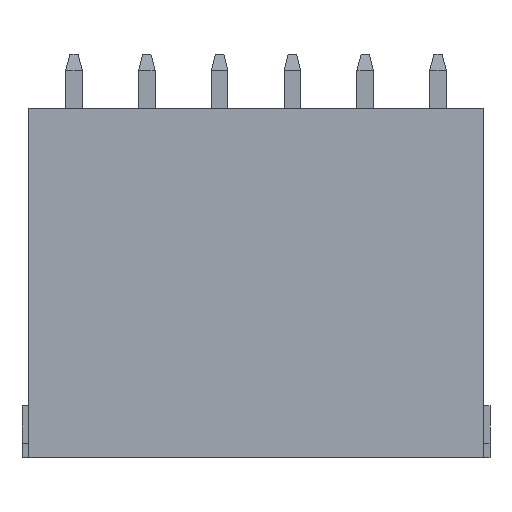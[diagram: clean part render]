
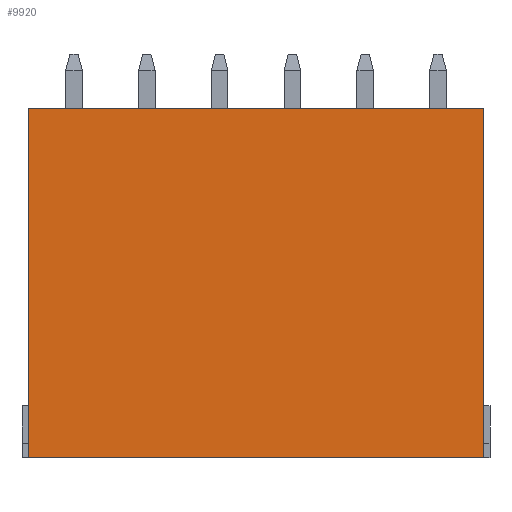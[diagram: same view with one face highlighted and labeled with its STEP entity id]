
A CAD part, front view. The second image highlights one B-rep face of the part: STEP entity #9920.
In plain terms, the highlighted free-form (B-spline) face has degree [1, 1] with [2, 2] control points.
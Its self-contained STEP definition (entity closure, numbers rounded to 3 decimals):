
#6097=CARTESIAN_POINT('',(19.7,-20.5,0.));
#6098=VERTEX_POINT('',#6097);
#6104=CARTESIAN_POINT('',(-2.2,-20.5,0.));
#6105=VERTEX_POINT('',#6104);
#6106=CARTESIAN_POINT('',(19.7,-20.5,0.));
#6107=CARTESIAN_POINT('',(-2.2,-20.5,0.));
#6108=B_SPLINE_CURVE_WITH_KNOTS('',1,(#6106,#6107),.POLYLINE_FORM.,.F.,.U.,(2,2),(0.,1.),.UNSPECIFIED.);
#6109=EDGE_CURVE('',#6098,#6105,#6108,.T.);
#9650=CARTESIAN_POINT('',(19.7,-20.5,16.8));
#9651=VERTEX_POINT('',#9650);
#9657=CARTESIAN_POINT('',(19.7,-20.5,16.8));
#9658=CARTESIAN_POINT('',(19.7,-20.5,0.));
#9659=B_SPLINE_CURVE_WITH_KNOTS('',1,(#9657,#9658),.POLYLINE_FORM.,.F.,.U.,(2,2),(0.,1.),.UNSPECIFIED.);
#9660=EDGE_CURVE('',#9651,#6098,#9659,.T.);
#9899=CARTESIAN_POINT('',(-5.051,-20.5,22.201));
#9900=CARTESIAN_POINT('',(22.551,-20.5,22.201));
#9901=CARTESIAN_POINT('',(-5.051,-20.5,-5.401));
#9902=CARTESIAN_POINT('',(22.551,-20.5,-5.401));
#9903=B_SPLINE_SURFACE_WITH_KNOTS('',1,1,((#9899,#9900),(#9901,#9902)),.PLANE_SURF.,.F.,.F.,.U.,(2,2),(2,2),(0.,1.),(0.,1.),.UNSPECIFIED.);
#9904=CARTESIAN_POINT('',(-2.2,-20.5,16.8));
#9905=VERTEX_POINT('',#9904);
#9906=CARTESIAN_POINT('',(-2.2,-20.5,16.8));
#9907=CARTESIAN_POINT('',(-2.2,-20.5,0.));
#9908=B_SPLINE_CURVE_WITH_KNOTS('',1,(#9906,#9907),.POLYLINE_FORM.,.F.,.U.,(2,2),(0.,1.),.UNSPECIFIED.);
#9909=EDGE_CURVE('',#9905,#6105,#9908,.T.);
#9910=ORIENTED_EDGE('',*,*,#9909,.T.);
#9911=ORIENTED_EDGE('',*,*,#6109,.F.);
#9912=ORIENTED_EDGE('',*,*,#9660,.F.);
#9913=CARTESIAN_POINT('',(19.7,-20.5,16.8));
#9914=CARTESIAN_POINT('',(-2.2,-20.5,16.8));
#9915=B_SPLINE_CURVE_WITH_KNOTS('',1,(#9913,#9914),.POLYLINE_FORM.,.F.,.U.,(2,2),(0.,1.),.UNSPECIFIED.);
#9916=EDGE_CURVE('',#9651,#9905,#9915,.T.);
#9917=ORIENTED_EDGE('',*,*,#9916,.T.);
#9918=EDGE_LOOP('',(#9910,#9911,#9912,#9917));
#9919=FACE_OUTER_BOUND('',#9918,.T.);
#9920=ADVANCED_FACE('',(#9919),#9903,.T.);
